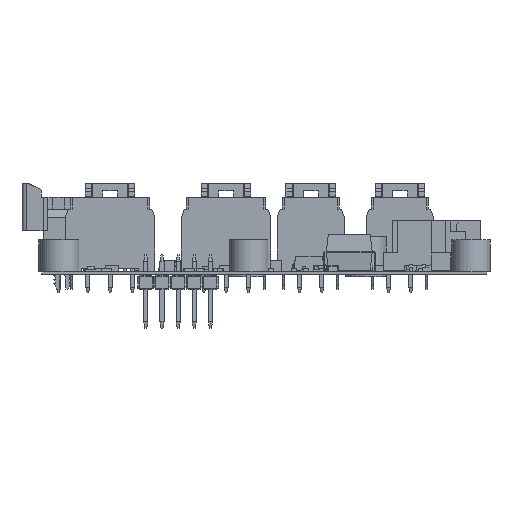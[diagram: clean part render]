
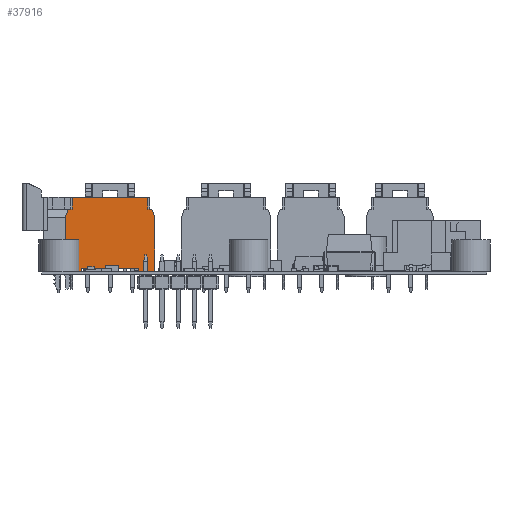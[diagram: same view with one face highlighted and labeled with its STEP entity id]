
A CAD part, front view. The second image highlights one B-rep face of the part: STEP entity #37916.
In plain terms, the highlighted planar face has unit normal (0, -1, 0).
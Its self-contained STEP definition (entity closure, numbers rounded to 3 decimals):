
#37916 = ADVANCED_FACE('',(#37917),#38049,.F.);
#37917 = FACE_BOUND('',#37918,.F.);
#37918 = EDGE_LOOP('',(#37919,#37929,#37937,#37945,#37953,#37961,#37969,
    #37977,#37985,#37993,#38002,#38010,#38019,#38027,#38035,#38043));
#37919 = ORIENTED_EDGE('',*,*,#37920,.F.);
#37920 = EDGE_CURVE('',#37921,#37923,#37925,.T.);
#37921 = VERTEX_POINT('',#37922);
#37922 = CARTESIAN_POINT('',(-5.96,-2.675,4.02));
#37923 = VERTEX_POINT('',#37924);
#37924 = CARTESIAN_POINT('',(-6.58,-2.675,4.02));
#37925 = LINE('',#37926,#37927);
#37926 = CARTESIAN_POINT('',(-5.96,-2.675,4.02));
#37927 = VECTOR('',#37928,1.);
#37928 = DIRECTION('',(-1.,0.,0.));
#37929 = ORIENTED_EDGE('',*,*,#37930,.F.);
#37930 = EDGE_CURVE('',#37931,#37921,#37933,.T.);
#37931 = VERTEX_POINT('',#37932);
#37932 = CARTESIAN_POINT('',(-5.96,-2.675,5.9));
#37933 = LINE('',#37934,#37935);
#37934 = CARTESIAN_POINT('',(-5.96,-2.675,5.9));
#37935 = VECTOR('',#37936,1.);
#37936 = DIRECTION('',(0.,0.,-1.));
#37937 = ORIENTED_EDGE('',*,*,#37938,.T.);
#37938 = EDGE_CURVE('',#37931,#37939,#37941,.T.);
#37939 = VERTEX_POINT('',#37940);
#37940 = CARTESIAN_POINT('',(5.96,-2.675,5.9));
#37941 = LINE('',#37942,#37943);
#37942 = CARTESIAN_POINT('',(-5.96,-2.675,5.9));
#37943 = VECTOR('',#37944,1.);
#37944 = DIRECTION('',(1.,0.,0.));
#37945 = ORIENTED_EDGE('',*,*,#37946,.T.);
#37946 = EDGE_CURVE('',#37939,#37947,#37949,.T.);
#37947 = VERTEX_POINT('',#37948);
#37948 = CARTESIAN_POINT('',(5.96,-2.675,4.02));
#37949 = LINE('',#37950,#37951);
#37950 = CARTESIAN_POINT('',(5.96,-2.675,5.9));
#37951 = VECTOR('',#37952,1.);
#37952 = DIRECTION('',(0.,0.,-1.));
#37953 = ORIENTED_EDGE('',*,*,#37954,.F.);
#37954 = EDGE_CURVE('',#37955,#37947,#37957,.T.);
#37955 = VERTEX_POINT('',#37956);
#37956 = CARTESIAN_POINT('',(6.58,-2.675,4.02));
#37957 = LINE('',#37958,#37959);
#37958 = CARTESIAN_POINT('',(6.58,-2.675,4.02));
#37959 = VECTOR('',#37960,1.);
#37960 = DIRECTION('',(-1.,0.,0.));
#37961 = ORIENTED_EDGE('',*,*,#37962,.F.);
#37962 = EDGE_CURVE('',#37963,#37955,#37965,.T.);
#37963 = VERTEX_POINT('',#37964);
#37964 = CARTESIAN_POINT('',(7.05,-2.675,2.72));
#37965 = LINE('',#37966,#37967);
#37966 = CARTESIAN_POINT('',(7.05,-2.675,2.72));
#37967 = VECTOR('',#37968,1.);
#37968 = DIRECTION('',(-0.34,0.,0.94));
#37969 = ORIENTED_EDGE('',*,*,#37970,.T.);
#37970 = EDGE_CURVE('',#37963,#37971,#37973,.T.);
#37971 = VERTEX_POINT('',#37972);
#37972 = CARTESIAN_POINT('',(7.05,-2.675,-5.9));
#37973 = LINE('',#37974,#37975);
#37974 = CARTESIAN_POINT('',(7.05,-2.675,2.72));
#37975 = VECTOR('',#37976,1.);
#37976 = DIRECTION('',(0.,0.,-1.));
#37977 = ORIENTED_EDGE('',*,*,#37978,.T.);
#37978 = EDGE_CURVE('',#37971,#37979,#37981,.T.);
#37979 = VERTEX_POINT('',#37980);
#37980 = CARTESIAN_POINT('',(4.55,-2.675,-5.9));
#37981 = LINE('',#37982,#37983);
#37982 = CARTESIAN_POINT('',(7.05,-2.675,-5.9));
#37983 = VECTOR('',#37984,1.);
#37984 = DIRECTION('',(-1.,0.,0.));
#37985 = ORIENTED_EDGE('',*,*,#37986,.T.);
#37986 = EDGE_CURVE('',#37979,#37987,#37989,.T.);
#37987 = VERTEX_POINT('',#37988);
#37988 = CARTESIAN_POINT('',(4.55,-2.675,-5.6));
#37989 = LINE('',#37990,#37991);
#37990 = CARTESIAN_POINT('',(4.55,-2.675,-5.9));
#37991 = VECTOR('',#37992,1.);
#37992 = DIRECTION('',(0.,0.,1.));
#37993 = ORIENTED_EDGE('',*,*,#37994,.F.);
#37994 = EDGE_CURVE('',#37995,#37987,#37997,.T.);
#37995 = VERTEX_POINT('',#37996);
#37996 = CARTESIAN_POINT('',(4.25,-2.675,-5.3));
#37997 = CIRCLE('',#37998,0.3);
#37998 = AXIS2_PLACEMENT_3D('',#37999,#38000,#38001);
#37999 = CARTESIAN_POINT('',(4.25,-2.675,-5.6));
#38000 = DIRECTION('',(0.,1.,0.));
#38001 = DIRECTION('',(0.,0.,1.));
#38002 = ORIENTED_EDGE('',*,*,#38003,.F.);
#38003 = EDGE_CURVE('',#38004,#37995,#38006,.T.);
#38004 = VERTEX_POINT('',#38005);
#38005 = CARTESIAN_POINT('',(-4.25,-2.675,-5.3));
#38006 = LINE('',#38007,#38008);
#38007 = CARTESIAN_POINT('',(-4.25,-2.675,-5.3));
#38008 = VECTOR('',#38009,1.);
#38009 = DIRECTION('',(1.,0.,0.));
#38010 = ORIENTED_EDGE('',*,*,#38011,.F.);
#38011 = EDGE_CURVE('',#38012,#38004,#38014,.T.);
#38012 = VERTEX_POINT('',#38013);
#38013 = CARTESIAN_POINT('',(-4.55,-2.675,-5.6));
#38014 = CIRCLE('',#38015,0.3);
#38015 = AXIS2_PLACEMENT_3D('',#38016,#38017,#38018);
#38016 = CARTESIAN_POINT('',(-4.25,-2.675,-5.6));
#38017 = DIRECTION('',(0.,1.,0.));
#38018 = DIRECTION('',(-1.,0.,0.));
#38019 = ORIENTED_EDGE('',*,*,#38020,.F.);
#38020 = EDGE_CURVE('',#38021,#38012,#38023,.T.);
#38021 = VERTEX_POINT('',#38022);
#38022 = CARTESIAN_POINT('',(-4.55,-2.675,-5.9));
#38023 = LINE('',#38024,#38025);
#38024 = CARTESIAN_POINT('',(-4.55,-2.675,-5.9));
#38025 = VECTOR('',#38026,1.);
#38026 = DIRECTION('',(0.,0.,1.));
#38027 = ORIENTED_EDGE('',*,*,#38028,.T.);
#38028 = EDGE_CURVE('',#38021,#38029,#38031,.T.);
#38029 = VERTEX_POINT('',#38030);
#38030 = CARTESIAN_POINT('',(-7.05,-2.675,-5.9));
#38031 = LINE('',#38032,#38033);
#38032 = CARTESIAN_POINT('',(-4.55,-2.675,-5.9));
#38033 = VECTOR('',#38034,1.);
#38034 = DIRECTION('',(-1.,0.,0.));
#38035 = ORIENTED_EDGE('',*,*,#38036,.T.);
#38036 = EDGE_CURVE('',#38029,#38037,#38039,.T.);
#38037 = VERTEX_POINT('',#38038);
#38038 = CARTESIAN_POINT('',(-7.05,-2.675,2.72));
#38039 = LINE('',#38040,#38041);
#38040 = CARTESIAN_POINT('',(-7.05,-2.675,-5.9));
#38041 = VECTOR('',#38042,1.);
#38042 = DIRECTION('',(0.,0.,1.));
#38043 = ORIENTED_EDGE('',*,*,#38044,.F.);
#38044 = EDGE_CURVE('',#37923,#38037,#38045,.T.);
#38045 = LINE('',#38046,#38047);
#38046 = CARTESIAN_POINT('',(-6.58,-2.675,4.02));
#38047 = VECTOR('',#38048,1.);
#38048 = DIRECTION('',(-0.34,0.,-0.94));
#38049 = PLANE('',#38050);
#38050 = AXIS2_PLACEMENT_3D('',#38051,#38052,#38053);
#38051 = CARTESIAN_POINT('',(0.,-2.675,0.));
#38052 = DIRECTION('',(0.,1.,0.));
#38053 = DIRECTION('',(1.,0.,0.));
